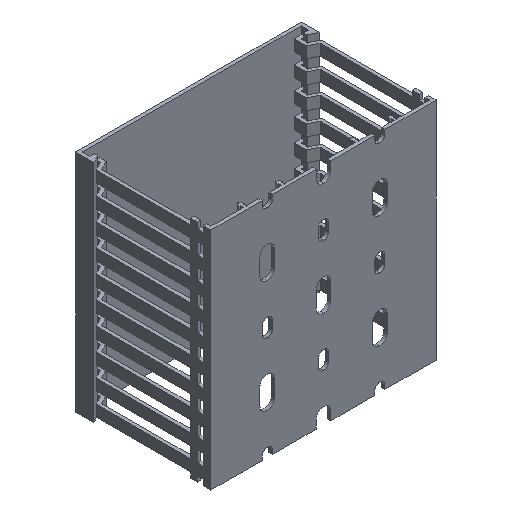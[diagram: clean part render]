
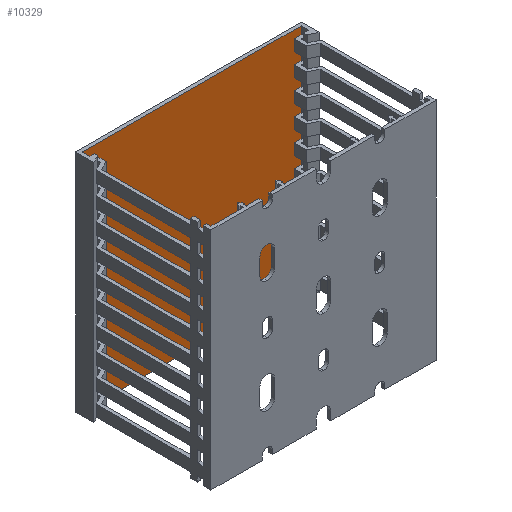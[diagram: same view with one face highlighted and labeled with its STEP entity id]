
A CAD part, isometric view. The second image highlights one B-rep face of the part: STEP entity #10329.
In plain terms, the highlighted planar face has unit normal (0, -1, 0).
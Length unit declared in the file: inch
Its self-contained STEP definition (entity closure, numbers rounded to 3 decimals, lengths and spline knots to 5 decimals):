
#132 = EDGE_CURVE ( 'NONE', #10987, #6151, #9619, .T. ) ;
#362 = VECTOR ( 'NONE', #3847, 39.37008 ) ;
#732 = CARTESIAN_POINT ( 'NONE',  ( -1.90945, 2.30315, 0. ) ) ;
#1691 = DIRECTION ( 'NONE',  ( 0., 0., 1. ) ) ;
#1700 = LINE ( 'NONE', #12470, #362 ) ;
#2535 = CARTESIAN_POINT ( 'NONE',  ( 1.90945, 2.30315, -3.93701 ) ) ;
#2967 = CARTESIAN_POINT ( 'NONE',  ( 0., 2.30315, -3.93701 ) ) ;
#3847 = DIRECTION ( 'NONE',  ( -1., 0., 0. ) ) ;
#3857 = EDGE_CURVE ( 'NONE', #10652, #6151, #1700, .T. ) ;
#4128 = VERTEX_POINT ( 'NONE', #5580 ) ;
#4396 = DIRECTION ( 'NONE',  ( 0., 0., 1. ) ) ;
#4752 = DIRECTION ( 'NONE',  ( 0., -1., 0. ) ) ;
#5253 = DIRECTION ( 'NONE',  ( -1., 0., 0. ) ) ;
#5300 = CARTESIAN_POINT ( 'NONE',  ( -1.90945, 2.30315, -3.93701 ) ) ;
#5580 = CARTESIAN_POINT ( 'NONE',  ( 1.90945, 2.30315, -3.93701 ) ) ;
#5983 = EDGE_CURVE ( 'NONE', #4128, #10987, #12493, .T. ) ;
#6151 = VERTEX_POINT ( 'NONE', #732 ) ;
#7611 = EDGE_LOOP ( 'NONE', ( #8531, #10632, #12185, #8905 ) ) ;
#7826 = PLANE ( 'NONE',  #13466 ) ;
#8531 = ORIENTED_EDGE ( 'NONE', *, *, #5983, .F. ) ;
#8716 = VECTOR ( 'NONE', #4396, 39.37008 ) ;
#8868 = CARTESIAN_POINT ( 'NONE',  ( 1.90945, 2.30315, 0. ) ) ;
#8905 = ORIENTED_EDGE ( 'NONE', *, *, #132, .F. ) ;
#9010 = DIRECTION ( 'NONE',  ( 0., 0., -1. ) ) ;
#9084 = CARTESIAN_POINT ( 'NONE',  ( -1.90945, 2.30315, -3.93701 ) ) ;
#9134 = LINE ( 'NONE', #2535, #11279 ) ;
#9347 = VECTOR ( 'NONE', #5253, 39.37008 ) ;
#9619 = LINE ( 'NONE', #5300, #8716 ) ;
#10329 = ADVANCED_FACE ( 'NONE', ( #10973 ), #7826, .T. ) ;
#10632 = ORIENTED_EDGE ( 'NONE', *, *, #13608, .T. ) ;
#10652 = VERTEX_POINT ( 'NONE', #8868 ) ;
#10973 = FACE_OUTER_BOUND ( 'NONE', #7611, .T. ) ;
#10987 = VERTEX_POINT ( 'NONE', #12861 ) ;
#11279 = VECTOR ( 'NONE', #1691, 39.37008 ) ;
#12185 = ORIENTED_EDGE ( 'NONE', *, *, #3857, .T. ) ;
#12470 = CARTESIAN_POINT ( 'NONE',  ( 0., 2.30315, 0. ) ) ;
#12493 = LINE ( 'NONE', #2967, #9347 ) ;
#12861 = CARTESIAN_POINT ( 'NONE',  ( -1.90945, 2.30315, -3.93701 ) ) ;
#13466 = AXIS2_PLACEMENT_3D ( 'NONE', #9084, #4752, #9010 ) ;
#13608 = EDGE_CURVE ( 'NONE', #4128, #10652, #9134, .T. ) ;
